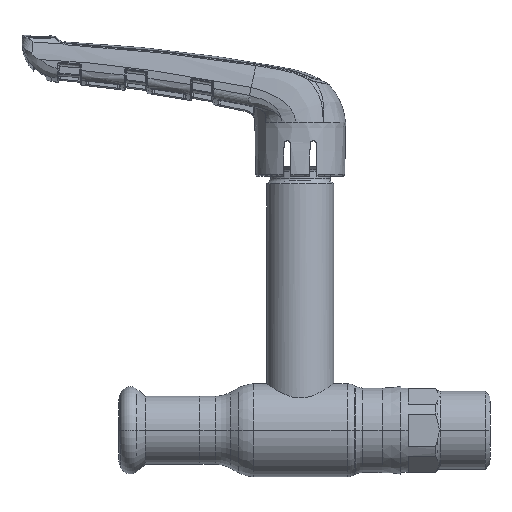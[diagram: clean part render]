
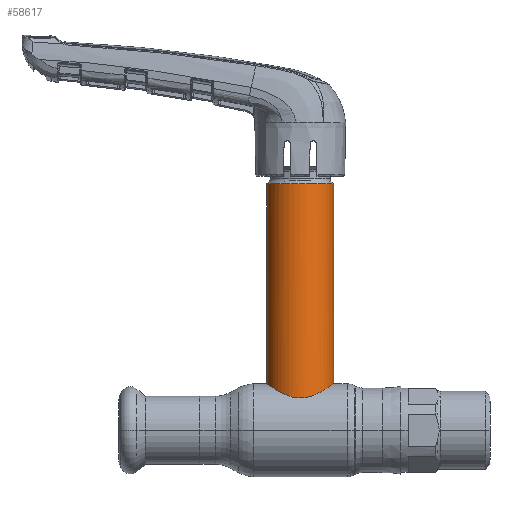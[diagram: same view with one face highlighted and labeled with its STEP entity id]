
A CAD part, top view. The second image highlights one B-rep face of the part: STEP entity #58617.
In plain terms, the highlighted cylindrical face has radius 9 mm (diameter 18 mm), a partial arc.
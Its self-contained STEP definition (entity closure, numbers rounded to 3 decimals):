
#940 = DIRECTION ( 'NONE',  ( 0., -1., 0. ) ) ;
#2448 = CARTESIAN_POINT ( 'NONE',  ( -0.611, 8.691, 8.985 ) ) ;
#2663 = CARTESIAN_POINT ( 'NONE',  ( 6.731, 10.979, 5.981 ) ) ;
#2862 = CARTESIAN_POINT ( 'NONE',  ( -5.93, 10.503, 6.793 ) ) ;
#3064 = CARTESIAN_POINT ( 'NONE',  ( -8.389, 12.068, 3.272 ) ) ;
#6101 = DIRECTION ( 'NONE',  ( 0., -1., 0. ) ) ;
#6885 = CARTESIAN_POINT ( 'NONE',  ( 9., 0., 0. ) ) ;
#7098 = CARTESIAN_POINT ( 'NONE',  ( -1.224, 8.755, 8.922 ) ) ;
#7324 = CARTESIAN_POINT ( 'NONE',  ( 0.312, 8.675, 9. ) ) ;
#7538 = CARTESIAN_POINT ( 'NONE',  ( 8.874, 12.409, 1.533 ) ) ;
#7739 = CARTESIAN_POINT ( 'NONE',  ( 1.225, 8.756, 8.921 ) ) ;
#7951 = CARTESIAN_POINT ( 'NONE',  ( 7.096, 11.206, 5.543 ) ) ;
#8090 = EDGE_CURVE ( 'NONE', #33680, #28401, #8797, .T. ) ;
#8797 = B_SPLINE_CURVE_WITH_KNOTS ( 'NONE', 3,
 ( #12157, #27043, #55978, #31679, #36358, #17385, #3064, #46508, #21782, #36161, #36581, #36799, #55355, #2862, #17594, #31476, #31280, #22405, #51340, #12568, #26625, #46308, #7098, #2448, #40820, #7324, #46108, #7739, #50716, #41024, #60447, #16981, #31878, #45904, #60865, #51137, #55574, #11961, #2663, #7951, #35948, #60250, #41446, #22196, #56201, #7538, #41653, #12773, #41234, #12364 ),
 .UNSPECIFIED., .F., .F.,
 ( 4, 2, 2, 2, 2, 2, 2, 2, 2, 2, 2, 2, 2, 2, 2, 2, 2, 2, 2, 2, 2, 2, 2, 2, 4 ),
 ( 0., 0.002, 0.003, 0.004, 0.005, 0.006, 0.007, 0.009, 0.011, 0.012, 0.013, 0.014, 0.015, 0.016, 0.017, 0.018, 0.019, 0.02, 0.022, 0.023, 0.024, 0.026, 0.028, 0.028, 0.029 ),
 .UNSPECIFIED. ) ;
#9935 = CYLINDRICAL_SURFACE ( 'NONE', #46061, 9. ) ;
#11961 = CARTESIAN_POINT ( 'NONE',  ( 6.537, 10.861, 6.192 ) ) ;
#12157 = CARTESIAN_POINT ( 'NONE',  ( -9., 12.5, 0. ) ) ;
#12364 = CARTESIAN_POINT ( 'NONE',  ( 9., 12.5, 0. ) ) ;
#12568 = CARTESIAN_POINT ( 'NONE',  ( -2.403, 8.997, 8.678 ) ) ;
#12773 = CARTESIAN_POINT ( 'NONE',  ( 8.984, 12.489, 0.613 ) ) ;
#12888 = CARTESIAN_POINT ( 'NONE',  ( 9., 66.219, 0. ) ) ;
#14025 = VECTOR ( 'NONE', #6101, 1000. ) ;
#14438 = CARTESIAN_POINT ( 'NONE',  ( 9., 12.5, 0. ) ) ;
#16173 = VECTOR ( 'NONE', #21360, 1000. ) ;
#16394 = CIRCLE ( 'NONE', #28164, 9. ) ;
#16981 = CARTESIAN_POINT ( 'NONE',  ( 3.784, 9.461, 8.171 ) ) ;
#17385 = CARTESIAN_POINT ( 'NONE',  ( -8.494, 12.14, 2.992 ) ) ;
#17594 = CARTESIAN_POINT ( 'NONE',  ( -5.487, 10.257, 7.156 ) ) ;
#20410 = CARTESIAN_POINT ( 'NONE',  ( -9., 0., 0. ) ) ;
#21360 = DIRECTION ( 'NONE',  ( 0., -1., 0. ) ) ;
#21782 = CARTESIAN_POINT ( 'NONE',  ( -8.027, 11.819, 4.08 ) ) ;
#22006 = EDGE_CURVE ( 'NONE', #29618, #51244, #16394, .T. ) ;
#22196 = CARTESIAN_POINT ( 'NONE',  ( 8.506, 12.148, 3. ) ) ;
#22405 = CARTESIAN_POINT ( 'NONE',  ( -3.248, 9.26, 8.398 ) ) ;
#25331 = DIRECTION ( 'NONE',  ( -1., 0., 0. ) ) ;
#26625 = CARTESIAN_POINT ( 'NONE',  ( -2.114, 8.924, 8.753 ) ) ;
#27043 = CARTESIAN_POINT ( 'NONE',  ( -9., 12.5, 0.621 ) ) ;
#28164 = AXIS2_PLACEMENT_3D ( 'NONE', #59327, #940, #25331 ) ;
#28401 = VERTEX_POINT ( 'NONE', #14438 ) ;
#29097 = EDGE_CURVE ( 'NONE', #29618, #28401, #50908, .T. ) ;
#29618 = VERTEX_POINT ( 'NONE', #12888 ) ;
#30252 = ORIENTED_EDGE ( 'NONE', *, *, #34828, .T. ) ;
#31280 = CARTESIAN_POINT ( 'NONE',  ( -4.05, 9.561, 8.058 ) ) ;
#31476 = CARTESIAN_POINT ( 'NONE',  ( -4.549, 9.787, 7.786 ) ) ;
#31679 = CARTESIAN_POINT ( 'NONE',  ( -8.752, 12.323, 2.119 ) ) ;
#31878 = CARTESIAN_POINT ( 'NONE',  ( 4.046, 9.569, 8.044 ) ) ;
#32640 = EDGE_LOOP ( 'NONE', ( #55368, #52351, #30252, #34172 ) ) ;
#33680 = VERTEX_POINT ( 'NONE', #41256 ) ;
#34172 = ORIENTED_EDGE ( 'NONE', *, *, #8090, .T. ) ;
#34498 = DIRECTION ( 'NONE',  ( 0., -1., 0. ) ) ;
#34828 = EDGE_CURVE ( 'NONE', #51244, #33680, #60809, .T. ) ;
#35948 = CARTESIAN_POINT ( 'NONE',  ( 7.268, 11.316, 5.316 ) ) ;
#36161 = CARTESIAN_POINT ( 'NONE',  ( -7.746, 11.629, 4.592 ) ) ;
#36358 = CARTESIAN_POINT ( 'NONE',  ( -8.676, 12.268, 2.414 ) ) ;
#36581 = CARTESIAN_POINT ( 'NONE',  ( -7.592, 11.527, 4.842 ) ) ;
#36799 = CARTESIAN_POINT ( 'NONE',  ( -7.101, 11.208, 5.56 ) ) ;
#40814 = FACE_OUTER_BOUND ( 'NONE', #32640, .T. ) ;
#40820 = CARTESIAN_POINT ( 'NONE',  ( -0.301, 8.674, 9. ) ) ;
#41024 = CARTESIAN_POINT ( 'NONE',  ( 2.419, 8.987, 8.69 ) ) ;
#41234 = CARTESIAN_POINT ( 'NONE',  ( 9., 12.5, 0.306 ) ) ;
#41256 = CARTESIAN_POINT ( 'NONE',  ( -9., 12.5, 0. ) ) ;
#41446 = CARTESIAN_POINT ( 'NONE',  ( 8.034, 11.823, 4.099 ) ) ;
#41653 = CARTESIAN_POINT ( 'NONE',  ( 8.921, 12.443, 1.229 ) ) ;
#44477 = CARTESIAN_POINT ( 'NONE',  ( 0., 0., 0. ) ) ;
#45904 = CARTESIAN_POINT ( 'NONE',  ( 4.551, 9.793, 7.77 ) ) ;
#46061 = AXIS2_PLACEMENT_3D ( 'NONE', #44477, #34498, #59434 ) ;
#46108 = CARTESIAN_POINT ( 'NONE',  ( 0.617, 8.691, 8.984 ) ) ;
#46308 = CARTESIAN_POINT ( 'NONE',  ( -1.525, 8.803, 8.875 ) ) ;
#46508 = CARTESIAN_POINT ( 'NONE',  ( -8.156, 11.907, 3.816 ) ) ;
#50716 = CARTESIAN_POINT ( 'NONE',  ( 1.53, 8.804, 8.874 ) ) ;
#50908 = LINE ( 'NONE', #6885, #16173 ) ;
#51137 = CARTESIAN_POINT ( 'NONE',  ( 5.496, 10.261, 7.15 ) ) ;
#51244 = VERTEX_POINT ( 'NONE', #55430 ) ;
#51340 = CARTESIAN_POINT ( 'NONE',  ( -2.97, 9.165, 8.501 ) ) ;
#52351 = ORIENTED_EDGE ( 'NONE', *, *, #22006, .T. ) ;
#55355 = CARTESIAN_POINT ( 'NONE',  ( -6.736, 10.978, 5.996 ) ) ;
#55368 = ORIENTED_EDGE ( 'NONE', *, *, #29097, .F. ) ;
#55430 = CARTESIAN_POINT ( 'NONE',  ( -9., 66.219, 0. ) ) ;
#55574 = CARTESIAN_POINT ( 'NONE',  ( 5.931, 10.503, 6.794 ) ) ;
#55978 = CARTESIAN_POINT ( 'NONE',  ( -8.936, 12.454, 1.228 ) ) ;
#56201 = CARTESIAN_POINT ( 'NONE',  ( 8.688, 12.277, 2.426 ) ) ;
#58617 = ADVANCED_FACE ( 'NONE', ( #40814 ), #9935, .T. ) ;
#59327 = CARTESIAN_POINT ( 'NONE',  ( 0., 66.219, 0. ) ) ;
#59434 = DIRECTION ( 'NONE',  ( -1., 0., 0. ) ) ;
#60250 = CARTESIAN_POINT ( 'NONE',  ( 7.753, 11.632, 4.607 ) ) ;
#60447 = CARTESIAN_POINT ( 'NONE',  ( 2.98, 9.159, 8.512 ) ) ;
#60809 = LINE ( 'NONE', #20410, #14025 ) ;
#60865 = CARTESIAN_POINT ( 'NONE',  ( 4.793, 9.909, 7.623 ) ) ;
